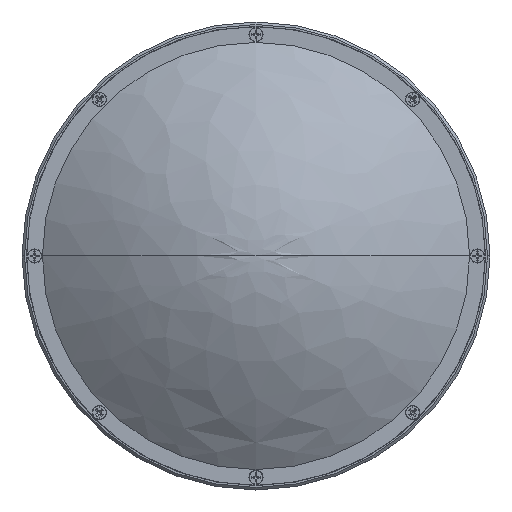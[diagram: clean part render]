
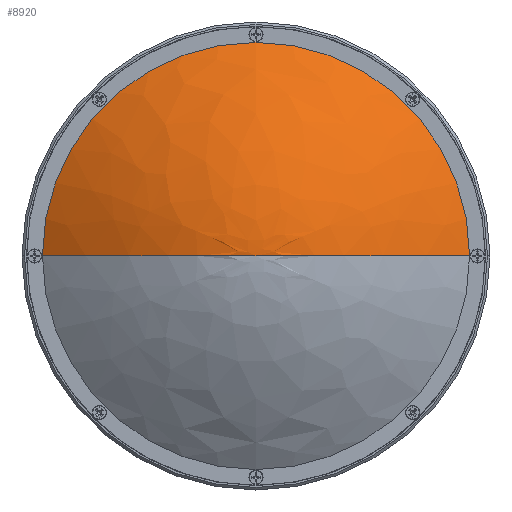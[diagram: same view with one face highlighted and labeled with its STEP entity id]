
A CAD part, top view. The second image highlights one B-rep face of the part: STEP entity #8920.
In plain terms, the highlighted free-form (B-spline) face has degree [3, 3] with [4, 4] control points.
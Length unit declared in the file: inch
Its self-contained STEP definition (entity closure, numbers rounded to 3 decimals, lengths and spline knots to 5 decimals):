
#414 = CARTESIAN_POINT ( 'NONE',  ( -3.4, 6.8, 0.135 ) ) ;
#895 = EDGE_CURVE ( 'NONE', #3763, #7489, #8263, .T. ) ;
#905 = AXIS2_PLACEMENT_3D ( 'NONE', #3745, #4455, #7329 ) ;
#1141 = CARTESIAN_POINT ( 'NONE',  ( 3.4, 6.8, 0.135 ) ) ;
#1163 = CARTESIAN_POINT ( 'NONE',  ( 2.26667, 0., 0.9095 ) ) ;
#1463 = EDGE_CURVE ( 'NONE', #4615, #7489, #3865, .T. ) ;
#1828 = CARTESIAN_POINT ( 'NONE',  ( -2.26667, 4.53333, 0.9095 ) ) ;
#1847 = CARTESIAN_POINT ( 'NONE',  ( 1.13333, 0., 1.53333 ) ) ;
#2011 = ORIENTED_EDGE ( 'NONE', *, *, #1463, .F. ) ;
#2019 = CARTESIAN_POINT ( 'NONE',  ( 0., 0., 1.5152 ) ) ;
#2052 = CARTESIAN_POINT ( 'NONE',  ( -3.4, 0., 0.135 ) ) ;
#2132 = ORIENTED_EDGE ( 'NONE', *, *, #9119, .F. ) ;
#2136 = B_SPLINE_CURVE_WITH_KNOTS ( 'NONE', 3,
 ( #6324, #4176, #7709, #2052 ),
 .UNSPECIFIED., .F., .F.,
 ( 4, 4 ),
 ( 0.08403, 0.92432 ),
 .UNSPECIFIED. ) ;
#2381 = EDGE_LOOP ( 'NONE', ( #2132, #4326, #2011 ) ) ;
#2497 = CARTESIAN_POINT ( 'NONE',  ( 0., 0., 1.5152 ) ) ;
#3745 = CARTESIAN_POINT ( 'NONE',  ( 0., 0., 0.135 ) ) ;
#3763 = VERTEX_POINT ( 'NONE', #2019 ) ;
#3865 = CIRCLE ( 'NONE', #905, 3.4 ) ;
#4014 = FACE_OUTER_BOUND ( 'NONE', #2381, .T. ) ;
#4176 = CARTESIAN_POINT ( 'NONE',  ( -1.13333, 0., 1.53333 ) ) ;
#4326 = ORIENTED_EDGE ( 'NONE', *, *, #895, .T. ) ;
#4455 = DIRECTION ( 'NONE',  ( 0., 0., -1. ) ) ;
#4567 = CARTESIAN_POINT ( 'NONE',  ( 0., 0., 1.5152 ) ) ;
#4615 = VERTEX_POINT ( 'NONE', #5075 ) ;
#4630 = CARTESIAN_POINT ( 'NONE',  ( 1.13333, 2.26667, 1.53333 ) ) ;
#4657 = CARTESIAN_POINT ( 'NONE',  ( -1.13333, 0., 1.53333 ) ) ;
#4676 = CARTESIAN_POINT ( 'NONE',  ( 0., 0., 1.5152 ) ) ;
#4687 = CARTESIAN_POINT ( 'NONE',  ( -3.4, 0., 0.135 ) ) ;
#5075 = CARTESIAN_POINT ( 'NONE',  ( -3.4, 0., 0.135 ) ) ;
#5375 = CARTESIAN_POINT ( 'NONE',  ( -2.26667, 0., 0.9095 ) ) ;
#6104 = CARTESIAN_POINT ( 'NONE',  ( 2.26667, 4.53333, 0.9095 ) ) ;
#6140 = CARTESIAN_POINT ( 'NONE',  ( 3.4, 0., 0.135 ) ) ;
#6324 = CARTESIAN_POINT ( 'NONE',  ( 0., 0., 1.5152 ) ) ;
#6820 = CARTESIAN_POINT ( 'NONE',  ( 2.26667, 0., 0.9095 ) ) ;
#7296 = CARTESIAN_POINT ( 'NONE',  ( 3.4, 0., 0.135 ) ) ;
#7329 = DIRECTION ( 'NONE',  ( -1., 0., 0. ) ) ;
#7489 = VERTEX_POINT ( 'NONE', #7296 ) ;
#7709 = CARTESIAN_POINT ( 'NONE',  ( -2.26667, 0., 0.9095 ) ) ;
#8103 = CARTESIAN_POINT ( 'NONE',  ( 0., 0., 1.5152 ) ) ;
#8263 = B_SPLINE_CURVE_WITH_KNOTS ( 'NONE', 3,
 ( #4676, #1847, #1163, #8972 ),
 .UNSPECIFIED., .F., .F.,
 ( 4, 4 ),
 ( 0.08403, 0.92432 ),
 .UNSPECIFIED. ) ;
#8895 = CARTESIAN_POINT ( 'NONE',  ( -1.13333, 2.26667, 1.53333 ) ) ;
#8920 = ADVANCED_FACE ( 'NONE', ( #4014 ), #9190, .F. ) ;
#8923 = CARTESIAN_POINT ( 'NONE',  ( 0., 0., 1.5152 ) ) ;
#8955 = CARTESIAN_POINT ( 'NONE',  ( 1.13333, 0., 1.53333 ) ) ;
#8972 = CARTESIAN_POINT ( 'NONE',  ( 3.4, 0., 0.135 ) ) ;
#9119 = EDGE_CURVE ( 'NONE', #3763, #4615, #2136, .T. ) ;
#9190 =( BOUNDED_SURFACE ( )  B_SPLINE_SURFACE ( 3, 3, ( 
 ( #8103, #8923, #4567, #2497 ),
 ( #4657, #8895, #4630, #8955 ),
 ( #5375, #1828, #6104, #6820 ),
 ( #4687, #414, #1141, #6140 ) ),
 .UNSPECIFIED., .F., .F., .F. ) 
 B_SPLINE_SURFACE_WITH_KNOTS ( ( 4, 4 ),
 ( 4, 4 ),
 ( 0.08403, 0.92432 ),
 ( 0., 1. ),
 .UNSPECIFIED. ) 
 GEOMETRIC_REPRESENTATION_ITEM ( )  RATIONAL_B_SPLINE_SURFACE ( (
 ( 1., 0.333, 0.333, 1.),
 ( 1., 0.333, 0.333, 1.),
 ( 1., 0.333, 0.333, 1.),
 ( 1., 0.333, 0.333, 1.) ) ) 
 REPRESENTATION_ITEM ( '' )  SURFACE ( )  );
